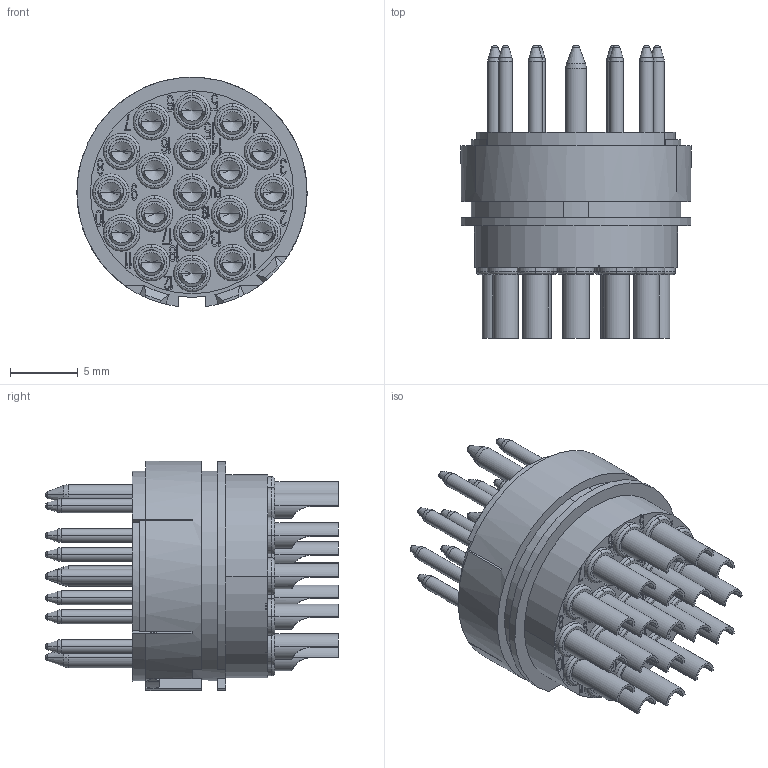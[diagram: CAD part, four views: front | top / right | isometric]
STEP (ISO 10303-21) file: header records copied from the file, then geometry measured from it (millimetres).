
FILE_DESCRIPTION((''),'2;1');
FILE_NAME('HR23-019-MST','2017-07-24T',('tc.chen'),(''),'PRO/ENGINEER BY PARAMETRIC TECHNOLOGY CORPORATION, 2012480','PRO/ENGINEER BY PARAMETRIC TECHNOLOGY CORPORATION, 2012480','');
FILE_SCHEMA(('AUTOMOTIVE_DESIGN { 1 0 10303 214 1 1 1 1 }'));
Products named in the file (1): HR23-019-MST
Bounding box: 17 x 21.6 x 16.91 mm (x, y, z)
Volume: 2169.1 mm3; surface area: 4908.2 mm2
Topology: 1 solids, 1 shells, 2982 faces, 7997 edges, 5156 vertices
Faces by surface type: plane 2129, cylinder 423, cone 190, torus 160, bspline 76, extrusion 4
Entity records: 94512 total; most frequent: CARTESIAN_POINT 19254, ORIENTED_EDGE 15918, DIRECTION 15181, EDGE_CURVE 7959, VECTOR 6269, LINE 6265, VERTEX_POINT 5156, AXIS2_PLACEMENT_3D 4456
